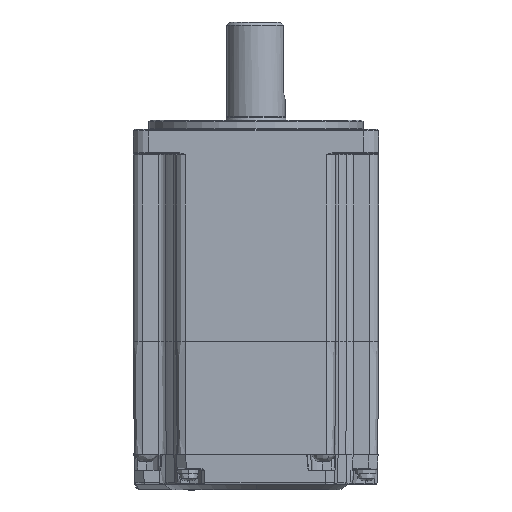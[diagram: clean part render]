
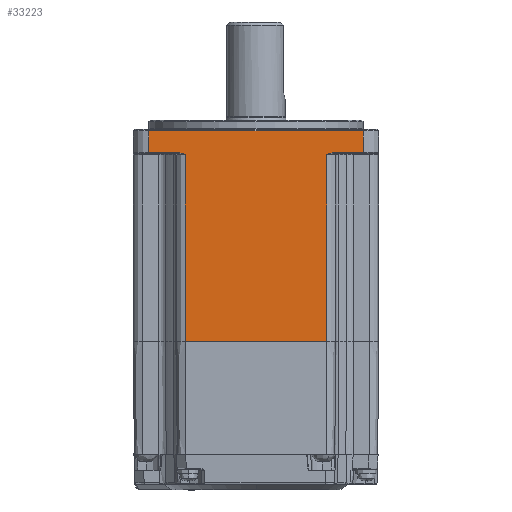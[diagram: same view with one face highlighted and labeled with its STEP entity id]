
A CAD part, front view. The second image highlights one B-rep face of the part: STEP entity #33223.
In plain terms, the highlighted planar face has unit normal (0, -1, 0).
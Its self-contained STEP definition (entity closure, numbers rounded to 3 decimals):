
#65 = ORIENTED_EDGE ( 'NONE', *, *, #22643, .T. ) ;
#135 = CARTESIAN_POINT ( 'NONE',  ( 25.154, -40., 0.5 ) ) ;
#220 = DIRECTION ( 'NONE',  ( 0., 0., 1. ) ) ;
#360 = CARTESIAN_POINT ( 'NONE',  ( 23.336, -40., -0.11 ) ) ;
#681 = VERTEX_POINT ( 'NONE', #15131 ) ;
#975 = ORIENTED_EDGE ( 'NONE', *, *, #39247, .T. ) ;
#1008 = VERTEX_POINT ( 'NONE', #12651 ) ;
#1823 = VERTEX_POINT ( 'NONE', #39756 ) ;
#3171 = VECTOR ( 'NONE', #36443, 1000. ) ;
#3274 = CARTESIAN_POINT ( 'NONE',  ( -23.337, -40., -0.11 ) ) ;
#3707 = CARTESIAN_POINT ( 'NONE',  ( 24.958, -40., 0.5 ) ) ;
#3720 = DIRECTION ( 'NONE',  ( 0., 0., -1. ) ) ;
#3789 = LINE ( 'NONE', #40293, #36036 ) ;
#3877 = LINE ( 'NONE', #10817, #32545 ) ;
#4789 = VERTEX_POINT ( 'NONE', #42476 ) ;
#6187 = DIRECTION ( 'NONE',  ( 1., 0., 0. ) ) ;
#6199 = CARTESIAN_POINT ( 'NONE',  ( -35., -40., 8. ) ) ;
#6916 = ORIENTED_EDGE ( 'NONE', *, *, #45627, .T. ) ;
#7078 = CARTESIAN_POINT ( 'NONE',  ( 24.767, -40., 0.47 ) ) ;
#7545 = CARTESIAN_POINT ( 'NONE',  ( 24.207, -40., 0.309 ) ) ;
#8088 = EDGE_CURVE ( 'NONE', #681, #37495, #36676, .T. ) ;
#8909 = DIRECTION ( 'NONE',  ( 1., 0., 0. ) ) ;
#9547 = EDGE_CURVE ( 'NONE', #27021, #35783, #42201, .T. ) ;
#10048 = EDGE_CURVE ( 'NONE', #37495, #27021, #44480, .T. ) ;
#10092 = ORIENTED_EDGE ( 'NONE', *, *, #30220, .T. ) ;
#10671 = LINE ( 'NONE', #28550, #46176 ) ;
#10817 = CARTESIAN_POINT ( 'NONE',  ( -23., -40., 8. ) ) ;
#12651 = CARTESIAN_POINT ( 'NONE',  ( -35., -40., 0.5 ) ) ;
#14274 = CARTESIAN_POINT ( 'NONE',  ( -24.767, -40., 0.47 ) ) ;
#14343 = EDGE_CURVE ( 'NONE', #1823, #1008, #27902, .T. ) ;
#14497 = DIRECTION ( 'NONE',  ( -1., 0., 0. ) ) ;
#15131 = CARTESIAN_POINT ( 'NONE',  ( 23., -40., -61.2 ) ) ;
#16033 = VECTOR ( 'NONE', #8909, 1000. ) ;
#17369 = CARTESIAN_POINT ( 'NONE',  ( -26., -40., -61.2 ) ) ;
#17806 = CARTESIAN_POINT ( 'NONE',  ( 24.391, -40., 0.375 ) ) ;
#17821 = AXIS2_PLACEMENT_3D ( 'NONE', #20356, #34903, #32020 ) ;
#18048 = EDGE_CURVE ( 'NONE', #31023, #4789, #42392, .T. ) ;
#18542 = CARTESIAN_POINT ( 'NONE',  ( -23., -40., -61.2 ) ) ;
#19759 = VERTEX_POINT ( 'NONE', #18542 ) ;
#20356 = CARTESIAN_POINT ( 'NONE',  ( -40., -40., 8. ) ) ;
#21413 = DIRECTION ( 'NONE',  ( -1., 0., 0. ) ) ;
#22310 = CARTESIAN_POINT ( 'NONE',  ( -24.207, -40., 0.309 ) ) ;
#22620 = ORIENTED_EDGE ( 'NONE', *, *, #9547, .T. ) ;
#22643 = EDGE_CURVE ( 'NONE', #23896, #1823, #10671, .T. ) ;
#23804 = ORIENTED_EDGE ( 'NONE', *, *, #18048, .T. ) ;
#23896 = VERTEX_POINT ( 'NONE', #46085 ) ;
#25258 = CARTESIAN_POINT ( 'NONE',  ( 35., -40., 0.5 ) ) ;
#25477 = CARTESIAN_POINT ( 'NONE',  ( 23., -40., -0.3 ) ) ;
#25606 = DIRECTION ( 'NONE',  ( 0., 0., -1. ) ) ;
#25711 = VECTOR ( 'NONE', #3720, 1000. ) ;
#27021 = VERTEX_POINT ( 'NONE', #30082 ) ;
#27040 = LINE ( 'NONE', #41572, #16033 ) ;
#27750 = FACE_OUTER_BOUND ( 'NONE', #37624, .T. ) ;
#27902 = LINE ( 'NONE', #6199, #25711 ) ;
#28550 = CARTESIAN_POINT ( 'NONE',  ( -35., -40., 7.5 ) ) ;
#28814 = CARTESIAN_POINT ( 'NONE',  ( -25.154, -40., 0.5 ) ) ;
#29117 = ORIENTED_EDGE ( 'NONE', *, *, #32494, .F. ) ;
#30082 = CARTESIAN_POINT ( 'NONE',  ( 25.154, -40., 0.5 ) ) ;
#30220 = EDGE_CURVE ( 'NONE', #1008, #31023, #27040, .T. ) ;
#31023 = VERTEX_POINT ( 'NONE', #46629 ) ;
#31322 = PLANE ( 'NONE',  #17821 ) ;
#32020 = DIRECTION ( 'NONE',  ( 0., 0., 1. ) ) ;
#32494 = EDGE_CURVE ( 'NONE', #681, #19759, #45975, .T. ) ;
#32545 = VECTOR ( 'NONE', #25606, 1000. ) ;
#33223 = ADVANCED_FACE ( 'NONE', ( #27750 ), #31322, .F. ) ;
#34235 = ORIENTED_EDGE ( 'NONE', *, *, #10048, .T. ) ;
#34903 = DIRECTION ( 'NONE',  ( 0., 1., 0. ) ) ;
#35733 = CARTESIAN_POINT ( 'NONE',  ( -24.391, -40., 0.375 ) ) ;
#35783 = VERTEX_POINT ( 'NONE', #25258 ) ;
#35911 = VECTOR ( 'NONE', #6187, 1000. ) ;
#36036 = VECTOR ( 'NONE', #220, 1000. ) ;
#36385 = CARTESIAN_POINT ( 'NONE',  ( 23., -40., -0.3 ) ) ;
#36443 = DIRECTION ( 'NONE',  ( 0., 0., 1. ) ) ;
#36676 = LINE ( 'NONE', #42892, #3171 ) ;
#36837 = CARTESIAN_POINT ( 'NONE',  ( -23.673, -40., 0.082 ) ) ;
#36859 = ORIENTED_EDGE ( 'NONE', *, *, #8088, .T. ) ;
#37071 = CARTESIAN_POINT ( 'NONE',  ( -23., -40., -0.3 ) ) ;
#37495 = VERTEX_POINT ( 'NONE', #25477 ) ;
#37624 = EDGE_LOOP ( 'NONE', ( #10092, #23804, #975, #29117, #36859, #34235, #22620, #6916, #65, #38801 ) ) ;
#38801 = ORIENTED_EDGE ( 'NONE', *, *, #14343, .T. ) ;
#39247 = EDGE_CURVE ( 'NONE', #4789, #19759, #3877, .T. ) ;
#39756 = CARTESIAN_POINT ( 'NONE',  ( -35., -40., 7.5 ) ) ;
#40293 = CARTESIAN_POINT ( 'NONE',  ( 35., -40., 8. ) ) ;
#41572 = CARTESIAN_POINT ( 'NONE',  ( -40., -40., 0.5 ) ) ;
#42201 = LINE ( 'NONE', #46707, #35911 ) ;
#42392 = B_SPLINE_CURVE_WITH_KNOTS ( 'NONE', 3,
 ( #28814, #46924, #14274, #35733, #22310, #36837, #3274, #37071 ),
 .UNSPECIFIED., .F., .F.,
 ( 4, 2, 2, 4 ),
 ( 0., 0.001, 0.001, 0.002 ),
 .UNSPECIFIED. ) ;
#42476 = CARTESIAN_POINT ( 'NONE',  ( -23., -40., -0.3 ) ) ;
#42892 = CARTESIAN_POINT ( 'NONE',  ( 23., -40., 8. ) ) ;
#43789 = CARTESIAN_POINT ( 'NONE',  ( 23.673, -40., 0.082 ) ) ;
#44480 = B_SPLINE_CURVE_WITH_KNOTS ( 'NONE', 3,
 ( #36385, #360, #43789, #7545, #17806, #7078, #3707, #135 ),
 .UNSPECIFIED., .F., .F.,
 ( 4, 2, 2, 4 ),
 ( 0., 0.001, 0.002, 0.002 ),
 .UNSPECIFIED. ) ;
#45627 = EDGE_CURVE ( 'NONE', #35783, #23896, #3789, .T. ) ;
#45975 = LINE ( 'NONE', #17369, #46494 ) ;
#46085 = CARTESIAN_POINT ( 'NONE',  ( 35., -40., 7.5 ) ) ;
#46176 = VECTOR ( 'NONE', #14497, 1000. ) ;
#46494 = VECTOR ( 'NONE', #21413, 1000. ) ;
#46629 = CARTESIAN_POINT ( 'NONE',  ( -25.154, -40., 0.5 ) ) ;
#46707 = CARTESIAN_POINT ( 'NONE',  ( -40., -40., 0.5 ) ) ;
#46924 = CARTESIAN_POINT ( 'NONE',  ( -24.958, -40., 0.5 ) ) ;
